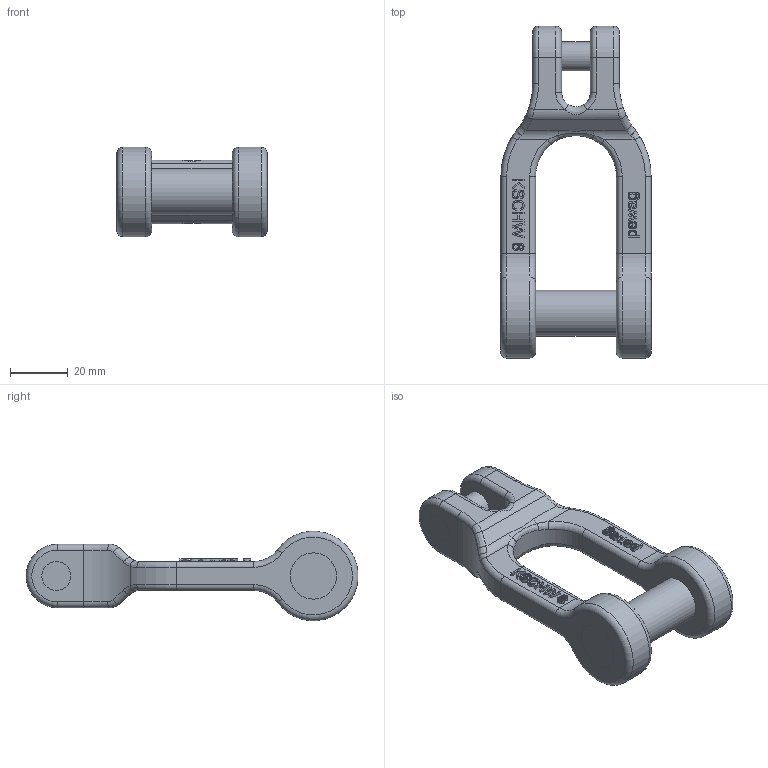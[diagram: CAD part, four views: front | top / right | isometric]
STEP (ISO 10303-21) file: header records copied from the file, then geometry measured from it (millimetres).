
FILE_DESCRIPTION(/* description */ (''),/* implementation_level */ '2;1');
FILE_NAME(/* name */ 'pewag_KSCHW_8',/* time_stamp */ '2010-02-10T09:39:18+01:00',/* author */ (''),/* organization */ (''),/* preprocessor_version */ 'ST-DEVELOPER v9',/* originating_system */ 'UGS - NX 4.0',/* authorisation */ '');
FILE_SCHEMA (('AUTOMOTIVE_DESIGN { 1 0 10303 214 1 1 1 1 }'));
Length unit declared in the file: millimetre
Products named in the file (1): ritA543m2mc
Bounding box: 52 x 114.94 x 30.91 mm (x, y, z)
Volume: 53491.4 mm3; surface area: 18663.4 mm2
Topology: 3 solids, 3 shells, 322 faces, 828 edges, 529 vertices
Faces by surface type: extrusion 113, plane 109, cylinder 42, torus 32, bspline 26
Full cylindrical faces by diameter (mm): 10 x3, 16 x3
Entity records: 11071 total; most frequent: CARTESIAN_POINT 3885, ORIENTED_EDGE 1638, DIRECTION 1122, EDGE_CURVE 819, VERTEX_POINT 526, B_SPLINE_CURVE_WITH_KNOTS 451, VECTOR 434, EDGE_LOOP 353
